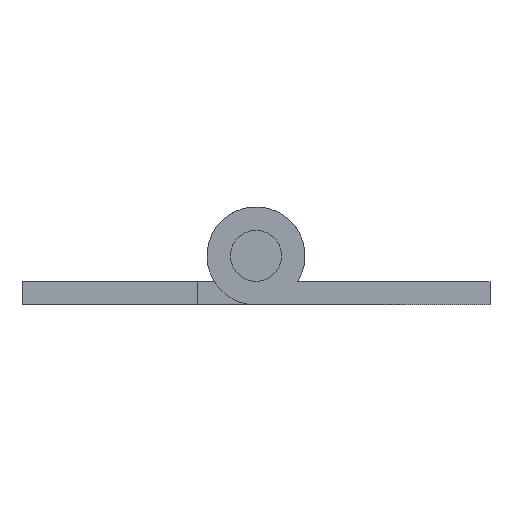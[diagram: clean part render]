
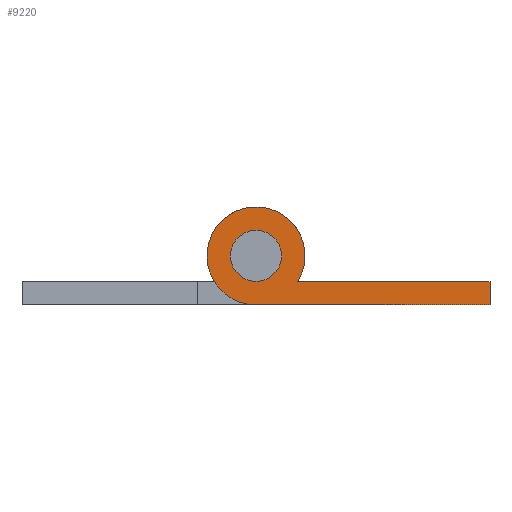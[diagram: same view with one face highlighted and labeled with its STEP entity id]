
A CAD part, front view. The second image highlights one B-rep face of the part: STEP entity #9220.
In plain terms, the highlighted planar face has unit normal (0, -1, 0).
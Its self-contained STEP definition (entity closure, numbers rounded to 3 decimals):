
#3832 = CARTESIAN_POINT ( 'NONE',  ( 0., -500., -1.75 ) ) ;
#3833 = DIRECTION ( 'NONE',  ( 0., 0., 1. ) ) ;
#3834 = DIRECTION ( 'NONE',  ( 0., 1., 0. ) ) ;
#3835 = CARTESIAN_POINT ( 'NONE',  ( 0., -500., 0. ) ) ;
#3836 = AXIS2_PLACEMENT_3D ( 'NONE', #3835, #3834, #3833 ) ;
#3837 = CIRCLE ( 'NONE', #3836, 1.75 ) ;
#3838 = CARTESIAN_POINT ( 'NONE',  ( 0., -500., 1.75 ) ) ;
#3954 = CARTESIAN_POINT ( 'NONE',  ( 2.857, -500., -1.75 ) ) ;
#4002 = DIRECTION ( 'NONE',  ( 0., 0., 1. ) ) ;
#4003 = DIRECTION ( 'NONE',  ( 0., 1., 0. ) ) ;
#4004 = CARTESIAN_POINT ( 'NONE',  ( 0., -500., 0. ) ) ;
#4005 = AXIS2_PLACEMENT_3D ( 'NONE', #4004, #4003, #4002 ) ;
#4006 = CIRCLE ( 'NONE', #4005, 3.35 ) ;
#4007 = CARTESIAN_POINT ( 'NONE',  ( 0., -500., -3.35 ) ) ;
#4564 = DIRECTION ( 'NONE',  ( -1., 0., 0. ) ) ;
#4565 = VECTOR ( 'NONE', #4564, 1000. ) ;
#4566 = CARTESIAN_POINT ( 'NONE',  ( 0., -500., -3.35 ) ) ;
#4567 = LINE ( 'NONE', #4566, #4565 ) ;
#4591 = DIRECTION ( 'NONE',  ( 0., 0., -1. ) ) ;
#4592 = VECTOR ( 'NONE', #4591, 1000. ) ;
#4593 = CARTESIAN_POINT ( 'NONE',  ( 16., -500., -3.35 ) ) ;
#4594 = LINE ( 'NONE', #4593, #4592 ) ;
#4595 = DIRECTION ( 'NONE',  ( 0., 0., 1. ) ) ;
#4596 = DIRECTION ( 'NONE',  ( 0., 1., 0. ) ) ;
#4597 = CARTESIAN_POINT ( 'NONE',  ( 0., -500., 0. ) ) ;
#4598 = AXIS2_PLACEMENT_3D ( 'NONE', #4597, #4596, #4595 ) ;
#4599 = PLANE ( 'NONE',  #4598 ) ;
#4600 = FACE_BOUND ( 'NONE', #9202, .T. ) ;
#4601 = FACE_OUTER_BOUND ( 'NONE', #9221, .T. ) ;
#4638 = DIRECTION ( 'NONE',  ( 0., 0., 1. ) ) ;
#4639 = DIRECTION ( 'NONE',  ( 0., 1., 0. ) ) ;
#4640 = CARTESIAN_POINT ( 'NONE',  ( 0., -500., 0. ) ) ;
#4641 = AXIS2_PLACEMENT_3D ( 'NONE', #4640, #4639, #4638 ) ;
#4642 = CIRCLE ( 'NONE', #4641, 1.75 ) ;
#4648 = DIRECTION ( 'NONE',  ( 1., 0., 0. ) ) ;
#4649 = VECTOR ( 'NONE', #4648, 1000. ) ;
#4650 = CARTESIAN_POINT ( 'NONE',  ( 16., -500., -1.75 ) ) ;
#4651 = LINE ( 'NONE', #4650, #4649 ) ;
#4652 = CARTESIAN_POINT ( 'NONE',  ( 16., -500., -3.35 ) ) ;
#4653 = CARTESIAN_POINT ( 'NONE',  ( 16., -500., -1.75 ) ) ;
#8831 = VERTEX_POINT ( 'NONE', #3838 ) ;
#8833 = EDGE_CURVE ( 'NONE', #8834, #8831, #3837, .T. ) ;
#8834 = VERTEX_POINT ( 'NONE', #3832 ) ;
#8894 = VERTEX_POINT ( 'NONE', #3954 ) ;
#8900 = VERTEX_POINT ( 'NONE', #4007 ) ;
#8902 = EDGE_CURVE ( 'NONE', #8900, #8894, #4006, .T. ) ;
#9201 = EDGE_CURVE ( 'NONE', #9225, #8900, #4567, .T. ) ;
#9202 = EDGE_LOOP ( 'NONE', ( #9203, #9204 ) ) ;
#9203 = ORIENTED_EDGE ( 'NONE', *, *, #8833, .T. ) ;
#9204 = ORIENTED_EDGE ( 'NONE', *, *, #9233, .T. ) ;
#9220 = ADVANCED_FACE ( 'NONE', ( #4601, #4600 ), #4599, .F. ) ;
#9221 = EDGE_LOOP ( 'NONE', ( #9222, #9226, #9286, #9287 ) ) ;
#9222 = ORIENTED_EDGE ( 'NONE', *, *, #9223, .F. ) ;
#9223 = EDGE_CURVE ( 'NONE', #9224, #9225, #4594, .T. ) ;
#9224 = VERTEX_POINT ( 'NONE', #4653 ) ;
#9225 = VERTEX_POINT ( 'NONE', #4652 ) ;
#9226 = ORIENTED_EDGE ( 'NONE', *, *, #9227, .F. ) ;
#9227 = EDGE_CURVE ( 'NONE', #8894, #9224, #4651, .T. ) ;
#9233 = EDGE_CURVE ( 'NONE', #8831, #8834, #4642, .T. ) ;
#9286 = ORIENTED_EDGE ( 'NONE', *, *, #8902, .F. ) ;
#9287 = ORIENTED_EDGE ( 'NONE', *, *, #9201, .F. ) ;
